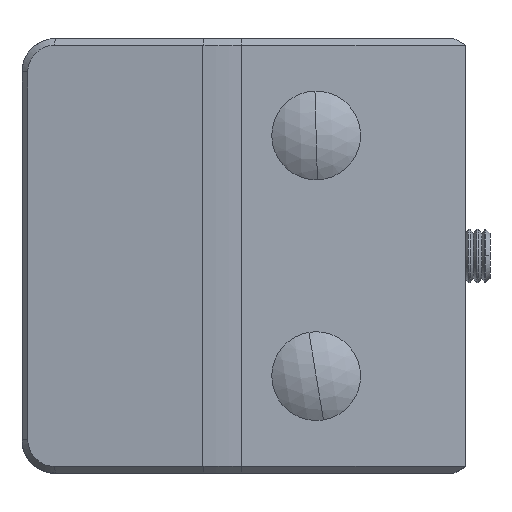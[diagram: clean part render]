
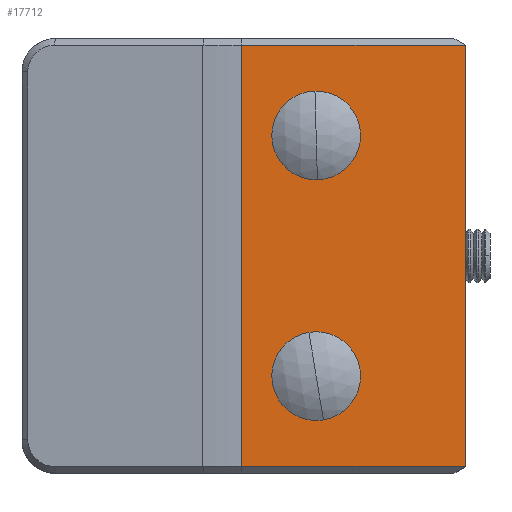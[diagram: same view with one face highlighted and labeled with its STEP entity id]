
A CAD part, top view. The second image highlights one B-rep face of the part: STEP entity #17712.
In plain terms, the highlighted face is planar.
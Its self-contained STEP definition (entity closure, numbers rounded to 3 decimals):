
#95 = CARTESIAN_POINT ( 'NONE',  ( -11., -18., -9.998 ) ) ;
#420 = VECTOR ( 'NONE', #29205, 1000. ) ;
#5233 = ORIENTED_EDGE ( 'NONE', *, *, #56986, .F. ) ;
#5872 = AXIS2_PLACEMENT_3D ( 'NONE', #62457, #69124, #62173 ) ;
#6147 = ORIENTED_EDGE ( 'NONE', *, *, #79727, .F. ) ;
#6855 = CARTESIAN_POINT ( 'NONE',  ( -11., -18., -9.998 ) ) ;
#7909 = EDGE_LOOP ( 'NONE', ( #77874, #24845, #56216, #6147 ) ) ;
#10950 = VECTOR ( 'NONE', #54420, 1000. ) ;
#13446 = FACE_BOUND ( 'NONE', #47652, .T. ) ;
#14514 = FACE_BOUND ( 'NONE', #45391, .T. ) ;
#15163 = EDGE_CURVE ( 'NONE', #16869, #56873, #76334, .T. ) ;
#16483 = CIRCLE ( 'NONE', #16524, 6.1 ) ;
#16524 = AXIS2_PLACEMENT_3D ( 'NONE', #95, #46023, #65762 ) ;
#16869 = VERTEX_POINT ( 'NONE', #47162 ) ;
#17712 = ADVANCED_FACE ( 'NONE', ( #14514, #13446, #47403 ), #59267, .F. ) ;
#19230 = AXIS2_PLACEMENT_3D ( 'NONE', #56599, #43477, #23123 ) ;
#21146 = CARTESIAN_POINT ( 'NONE',  ( 11.307, 31.5, -9.998 ) ) ;
#22013 = LINE ( 'NONE', #35250, #420 ) ;
#23123 = DIRECTION ( 'NONE',  ( -1., 0., 0. ) ) ;
#24845 = ORIENTED_EDGE ( 'NONE', *, *, #48190, .T. ) ;
#26310 = VERTEX_POINT ( 'NONE', #58510 ) ;
#26426 = DIRECTION ( 'NONE',  ( 0., 0., -1. ) ) ;
#27011 = CIRCLE ( 'NONE', #19230, 6.1 ) ;
#27629 = AXIS2_PLACEMENT_3D ( 'NONE', #6855, #26426, #51929 ) ;
#28136 = DIRECTION ( 'NONE',  ( 1., 0., 0. ) ) ;
#29015 = VECTOR ( 'NONE', #28136, 1000. ) ;
#29205 = DIRECTION ( 'NONE',  ( 0., -1., 0. ) ) ;
#34078 = DIRECTION ( 'NONE',  ( 0., 0., 1. ) ) ;
#34705 = CARTESIAN_POINT ( 'NONE',  ( -17.1, -18., -9.998 ) ) ;
#35250 = CARTESIAN_POINT ( 'NONE',  ( 11.307, -32.501, -9.998 ) ) ;
#35605 = DIRECTION ( 'NONE',  ( -1., 0., 0. ) ) ;
#35980 = VERTEX_POINT ( 'NONE', #57137 ) ;
#36310 = VERTEX_POINT ( 'NONE', #67754 ) ;
#36659 = LINE ( 'NONE', #48719, #10950 ) ;
#37798 = CIRCLE ( 'NONE', #27629, 6.1 ) ;
#38091 = VERTEX_POINT ( 'NONE', #21146 ) ;
#40950 = CARTESIAN_POINT ( 'NONE',  ( 0., 32.5, -9.998 ) ) ;
#41792 = CARTESIAN_POINT ( 'NONE',  ( -17.1, 18., -9.998 ) ) ;
#43477 = DIRECTION ( 'NONE',  ( 0., 0., -1. ) ) ;
#44305 = LINE ( 'NONE', #74340, #59645 ) ;
#45391 = EDGE_LOOP ( 'NONE', ( #5233, #68380 ) ) ;
#46023 = DIRECTION ( 'NONE',  ( 0., 0., -1. ) ) ;
#46079 = EDGE_CURVE ( 'NONE', #64473, #35980, #44305, .T. ) ;
#47162 = CARTESIAN_POINT ( 'NONE',  ( -4.9, 18., -9.998 ) ) ;
#47261 = DIRECTION ( 'NONE',  ( 1., 0., 0. ) ) ;
#47403 = FACE_OUTER_BOUND ( 'NONE', #7909, .T. ) ;
#47652 = EDGE_LOOP ( 'NONE', ( #74350, #74100 ) ) ;
#48190 = EDGE_CURVE ( 'NONE', #38091, #64473, #22013, .T. ) ;
#48719 = CARTESIAN_POINT ( 'NONE',  ( -22.141, 32.5, -9.998 ) ) ;
#50044 = EDGE_CURVE ( 'NONE', #36310, #38091, #53603, .T. ) ;
#51929 = DIRECTION ( 'NONE',  ( -1., 0., 0. ) ) ;
#52782 = AXIS2_PLACEMENT_3D ( 'NONE', #40950, #34078, #47261 ) ;
#53603 = LINE ( 'NONE', #73753, #29015 ) ;
#54420 = DIRECTION ( 'NONE',  ( 0., -1., 0. ) ) ;
#56216 = ORIENTED_EDGE ( 'NONE', *, *, #46079, .T. ) ;
#56599 = CARTESIAN_POINT ( 'NONE',  ( -11., 18., -9.998 ) ) ;
#56873 = VERTEX_POINT ( 'NONE', #41792 ) ;
#56986 = EDGE_CURVE ( 'NONE', #56873, #16869, #27011, .T. ) ;
#57137 = CARTESIAN_POINT ( 'NONE',  ( -22.141, -31.5, -9.998 ) ) ;
#58092 = CARTESIAN_POINT ( 'NONE',  ( 11.307, -31.5, -9.998 ) ) ;
#58209 = VERTEX_POINT ( 'NONE', #34705 ) ;
#58510 = CARTESIAN_POINT ( 'NONE',  ( -4.9, -18., -9.998 ) ) ;
#59267 = PLANE ( 'NONE',  #52782 ) ;
#59645 = VECTOR ( 'NONE', #35605, 1000. ) ;
#62173 = DIRECTION ( 'NONE',  ( -1., 0., 0. ) ) ;
#62457 = CARTESIAN_POINT ( 'NONE',  ( -11., 18., -9.998 ) ) ;
#64473 = VERTEX_POINT ( 'NONE', #58092 ) ;
#65762 = DIRECTION ( 'NONE',  ( -1., 0., 0. ) ) ;
#67754 = CARTESIAN_POINT ( 'NONE',  ( -22.141, 31.5, -9.998 ) ) ;
#68380 = ORIENTED_EDGE ( 'NONE', *, *, #15163, .F. ) ;
#69124 = DIRECTION ( 'NONE',  ( 0., 0., -1. ) ) ;
#73753 = CARTESIAN_POINT ( 'NONE',  ( 0., 31.5, -9.998 ) ) ;
#74100 = ORIENTED_EDGE ( 'NONE', *, *, #74414, .F. ) ;
#74340 = CARTESIAN_POINT ( 'NONE',  ( 0., -31.5, -9.998 ) ) ;
#74350 = ORIENTED_EDGE ( 'NONE', *, *, #78770, .F. ) ;
#74414 = EDGE_CURVE ( 'NONE', #26310, #58209, #16483, .T. ) ;
#76334 = CIRCLE ( 'NONE', #5872, 6.1 ) ;
#77874 = ORIENTED_EDGE ( 'NONE', *, *, #50044, .T. ) ;
#78770 = EDGE_CURVE ( 'NONE', #58209, #26310, #37798, .T. ) ;
#79727 = EDGE_CURVE ( 'NONE', #36310, #35980, #36659, .T. ) ;
